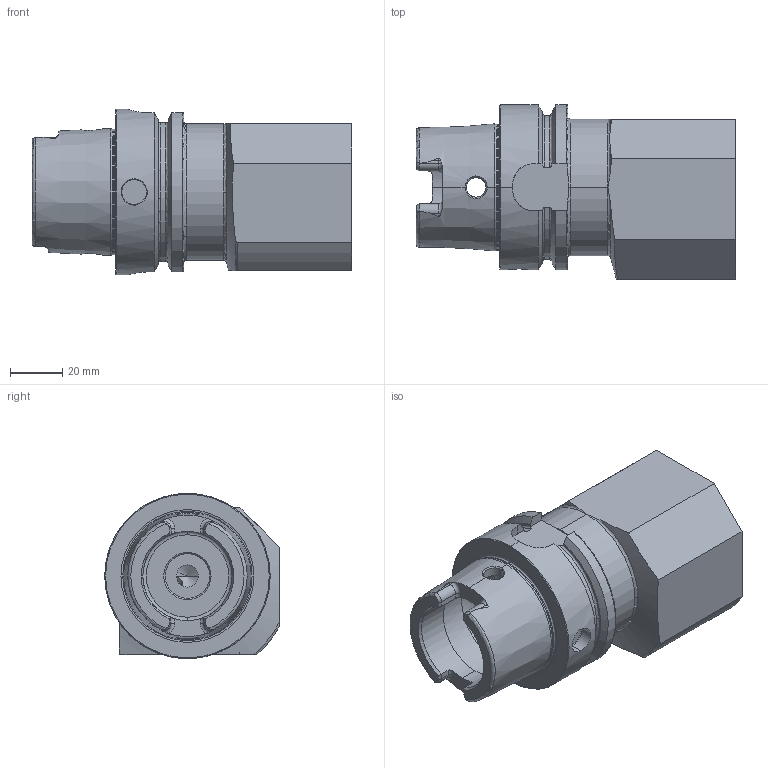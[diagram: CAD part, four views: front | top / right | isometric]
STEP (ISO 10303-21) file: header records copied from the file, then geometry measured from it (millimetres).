
FILE_DESCRIPTION (( 'STEP AP203' ), '1' );
FILE_NAME ('HA6-V20.R11.090.STEP', '2014-11-14T13:09:09', ( 'SWIAdmin' ), ( 'Hewlett-Packard Company' ), 'SwSTEP 2.0', 'SolidWorks 2012', '' );
FILE_SCHEMA (( 'CONFIG_CONTROL_DESIGN' ));
Length unit declared in the file: millimetre
Products named in the file (1): HA6-V20.R11.090
Bounding box: 121.9 x 66.5 x 63 mm (x, y, z)
Volume: 238487.2 mm3; surface area: 41446.9 mm2
Topology: 1 solids, 1 shells, 193 faces, 513 edges, 319 vertices
Faces by surface type: cylinder 58, plane 54, cone 41, torus 36, bspline 4
Entity records: 7242 total; most frequent: CARTESIAN_POINT 2508, ORIENTED_EDGE 1018, DIRECTION 944, EDGE_CURVE 509, AXIS2_PLACEMENT_3D 382, VERTEX_POINT 319, EDGE_LOOP 204, FACE_OUTER_BOUND 193
